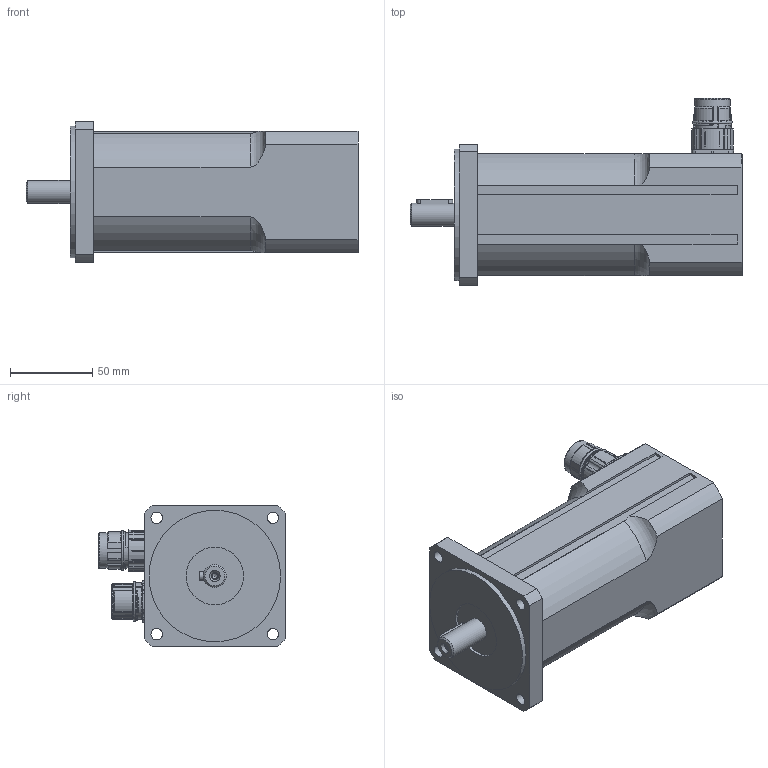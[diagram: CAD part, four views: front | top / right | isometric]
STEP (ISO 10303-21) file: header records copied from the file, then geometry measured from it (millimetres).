
FILE_DESCRIPTION((''),'2;1');
FILE_NAME('N3111 00 P Z_0480.stp','2012-05-04T08:18:41',('oslejsek'),(''),'Autodesk Inventor 2012','Autodesk Inventor 2012','');
FILE_SCHEMA(('AUTOMOTIVE_DESIGN { 1 0 10303 214 1 1 1 1 }'));
Length unit declared in the file: millimetre
Products named in the file (5): N3111 00 P Z_0480; N3111 00 P_0480; MOT_114773; RES_110609; DIN 6885 A A 5 x 5 x 22
Assembly tree (4 placements, depth 2):
  N3111 00 P Z_0480
    N3111 00 P_0480
    MOT_114773
    RES_110609
    DIN 6885 A A 5 x 5 x 22
Bounding box: 202 x 113.75 x 86 mm (x, y, z)
Volume: 906360.8 mm3; surface area: 78750.5 mm2
Topology: 4 solids, 4 shells, 1606 faces, 4005 edges, 2472 vertices
Faces by surface type: cylinder 506, plane 433, bspline 315, torus 216, cone 83, sphere 53
Full cylindrical faces by diameter (mm): 1 x16, 1.18 x4, 1.3 x4, 1.75 x1, 1.945 x1, 2 x4, 2.013 x8, 2.15 x4, 2.7 x20, 2.8 x4, 3 x4, 3.242 x1, 4.3 x1, 5.8 x1, 7 x4, 14 x1, 17.4 x1, 17.5 x1, 17.7 x1, 19.8 x1, 20 x2, 21.15 x1, 21.5 x1, 21.6 x1, 22.643 x2, 35 x1, 80 x1
Entity records: 73421 total; most frequent: CARTESIAN_POINT 37702, ORIENTED_EDGE 7426, DIRECTION 7169, EDGE_CURVE 3713, AXIS2_PLACEMENT_3D 2952, VERTEX_POINT 2380, EDGE_LOOP 1919, CIRCLE 1632
